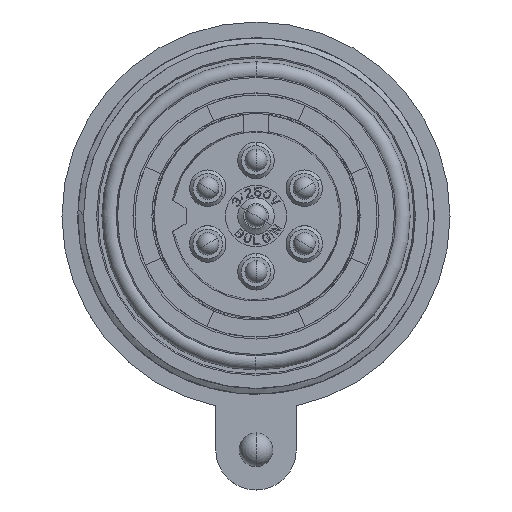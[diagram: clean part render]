
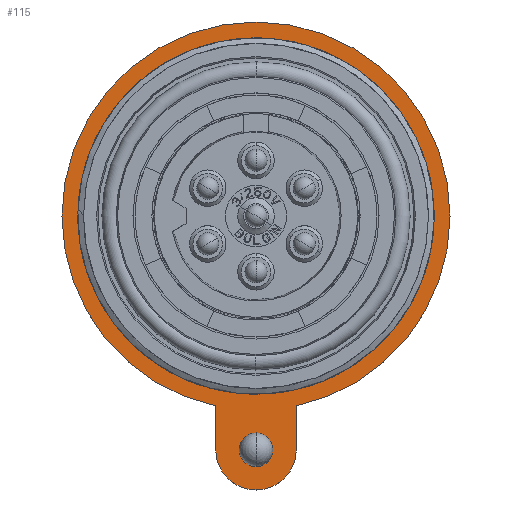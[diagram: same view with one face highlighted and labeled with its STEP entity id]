
A CAD part, top view. The second image highlights one B-rep face of the part: STEP entity #115.
In plain terms, the highlighted planar face has unit normal (0, 0, 1).
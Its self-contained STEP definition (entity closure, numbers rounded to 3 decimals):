
#115=ADVANCED_FACE('',(#1571,#1572,#1573),#1574,.T.);
#1571=FACE_OUTER_BOUND('',#4440,.T.);
#1572=FACE_BOUND('',#4441,.T.);
#1573=FACE_BOUND('',#4442,.T.);
#1574=PLANE('',#4443);
#4440=EDGE_LOOP('',(#18611,#18612,#18613,#18614,#18615,#18616));
#4441=EDGE_LOOP('',(#18617,#18618,#18619,#18620));
#4442=EDGE_LOOP('',(#18621,#18622,#18623,#18624));
#4443=AXIS2_PLACEMENT_3D('',#18625,#18626,#18627);
#18611=ORIENTED_EDGE('',*,*,#29486,.T.);
#18612=ORIENTED_EDGE('',*,*,#29487,.F.);
#18613=ORIENTED_EDGE('',*,*,#29488,.T.);
#18614=ORIENTED_EDGE('',*,*,#29484,.F.);
#18615=ORIENTED_EDGE('',*,*,#29477,.F.);
#18616=ORIENTED_EDGE('',*,*,#29474,.F.);
#18617=ORIENTED_EDGE('',*,*,#29489,.F.);
#18618=ORIENTED_EDGE('',*,*,#29490,.T.);
#18619=ORIENTED_EDGE('',*,*,#29491,.F.);
#18620=ORIENTED_EDGE('',*,*,#29492,.T.);
#18621=ORIENTED_EDGE('',*,*,#29233,.F.);
#18622=ORIENTED_EDGE('',*,*,#29493,.F.);
#18623=ORIENTED_EDGE('',*,*,#29237,.F.);
#18624=ORIENTED_EDGE('',*,*,#29494,.F.);
#18625=CARTESIAN_POINT('',(-0.004,-3.922,1.57));
#18626=DIRECTION('',(0.0,0.0,1.0));
#18627=DIRECTION('',(1.0,0.0,0.0));
#29233=EDGE_CURVE('',#33014,#33010,#33016,.T.);
#29237=EDGE_CURVE('',#33022,#33018,#33024,.T.);
#29474=EDGE_CURVE('',#33489,#33484,#33491,.T.);
#29477=EDGE_CURVE('',#33484,#33493,#33496,.T.);
#29484=EDGE_CURVE('',#33493,#33508,#33509,.T.);
#29486=EDGE_CURVE('',#33489,#33511,#33512,.T.);
#29487=EDGE_CURVE('',#33513,#33511,#33514,.T.);
#29488=EDGE_CURVE('',#33513,#33508,#33515,.T.);
#29489=EDGE_CURVE('',#33516,#33517,#33518,.T.);
#29490=EDGE_CURVE('',#33516,#33519,#33520,.T.);
#29491=EDGE_CURVE('',#33521,#33519,#33522,.T.);
#29492=EDGE_CURVE('',#33521,#33517,#33523,.T.);
#29493=EDGE_CURVE('',#33018,#33014,#33524,.T.);
#29494=EDGE_CURVE('',#33010,#33022,#33525,.T.);
#33010=VERTEX_POINT('',#39254);
#33014=VERTEX_POINT('',#39258);
#33016=CIRCLE('',#39260,1.515);
#33018=VERTEX_POINT('',#39262);
#33022=VERTEX_POINT('',#39266);
#33024=CIRCLE('',#39268,1.515);
#33484=VERTEX_POINT('',#40890);
#33489=VERTEX_POINT('',#40896);
#33491=CIRCLE('',#40899,19.05);
#33493=VERTEX_POINT('',#40901);
#33496=CIRCLE('',#40905,19.05);
#33508=VERTEX_POINT('',#40919);
#33509=CIRCLE('',#40920,19.05);
#33511=VERTEX_POINT('',#40923);
#33512=LINE('',#40924,#40925);
#33513=VERTEX_POINT('',#40926);
#33514=CIRCLE('',#40927,3.95);
#33515=LINE('',#40928,#40929);
#33516=VERTEX_POINT('',#40930);
#33517=VERTEX_POINT('',#40931);
#33518=B_SPLINE_CURVE_WITH_KNOTS('',3,(#40932,#40933,#40934,#40935,#40936,#40937,#40938,#40939,#40940),.UNSPECIFIED.,.F.,.F.,(4,1,1,1,1,1,4),(0.0,0.167,0.333,0.5,0.667,0.833,1.0),.UNSPECIFIED.);
#33519=VERTEX_POINT('',#40941);
#33520=B_SPLINE_CURVE_WITH_KNOTS('',3,(#40942,#40943,#40944,#40945,#40946,#40947,#40948,#40949,#40950,#40951,#40952,#40953,#40954,#40955,#40956,#40957,#40958,#40959,#40960,#40961,#40962,#40963,#40964,#40965,#40966,#40967,#40968,#40969,#40970,#40971),.UNSPECIFIED.,.F.,.F.,(4,1,1,1,1,1,1,1,1,1,1,1,1,1,1,1,1,1,1,1,1,1,1,1,1,1,1,4),(0.0,0.037,0.074,0.111,0.148,0.185,0.222,0.259,0.296,0.333,0.37,0.407,0.444,0.481,0.519,0.556,0.593,0.63,0.667,0.704,0.741,0.778,0.815,0.852,0.889,0.926,0.963,1.0),.UNSPECIFIED.);
#33521=VERTEX_POINT('',#40972);
#33522=CIRCLE('',#40973,16.935);
#33523=B_SPLINE_CURVE_WITH_KNOTS('',3,(#40974,#40975,#40976,#40977,#40978,#40979,#40980,#40981,#40982,#40983,#40984,#40985,#40986,#40987,#40988,#40989,#40990),.UNSPECIFIED.,.F.,.F.,(4,1,1,1,1,1,1,1,1,1,1,1,1,1,4),(0.0,0.071,0.143,0.214,0.286,0.357,0.429,0.5,0.571,0.643,0.714,0.786,0.857,0.929,1.0),.UNSPECIFIED.);
#33524=CIRCLE('',#40991,1.515);
#33525=CIRCLE('',#40992,1.515);
#39254=CARTESIAN_POINT('',(0.143,-21.432,1.57));
#39258=CARTESIAN_POINT('',(0.0,-24.455,1.57));
#39260=AXIS2_PLACEMENT_3D('',#55959,#55960,#55961);
#39262=CARTESIAN_POINT('',(-0.143,-24.448,1.57));
#39266=CARTESIAN_POINT('',(0.0,-21.425,1.57));
#39268=AXIS2_PLACEMENT_3D('',#55971,#55972,#55973);
#40890=CARTESIAN_POINT('',(-19.05,0.,1.57));
#40896=CARTESIAN_POINT('',(-3.95,-18.636,1.57));
#40899=AXIS2_PLACEMENT_3D('',#56194,#56195,#56196);
#40901=CARTESIAN_POINT('',(19.05,0.,1.57));
#40905=AXIS2_PLACEMENT_3D('',#56201,#56202,#56203);
#40919=CARTESIAN_POINT('',(3.95,-18.636,1.57));
#40920=AXIS2_PLACEMENT_3D('',#56218,#56219,#56220);
#40923=CARTESIAN_POINT('',(-3.95,-22.94,1.57));
#40924=CARTESIAN_POINT('',(-3.95,-18.636,1.57));
#40925=VECTOR('',#56222,4.304);
#40926=CARTESIAN_POINT('',(3.95,-22.94,1.57));
#40927=AXIS2_PLACEMENT_3D('',#56223,#56224,#56225);
#40928=CARTESIAN_POINT('',(3.95,-22.94,1.57));
#40929=VECTOR('',#56226,4.304);
#40930=CARTESIAN_POINT('',(2.145,17.358,1.57));
#40931=CARTESIAN_POINT('',(-10.757,13.791,1.57));
#40932=CARTESIAN_POINT('',(2.145,17.358,1.57));
#40933=CARTESIAN_POINT('',(1.384,17.452,1.57));
#40934=CARTESIAN_POINT('',(-0.137,17.539,1.57));
#40935=CARTESIAN_POINT('',(-2.428,17.371,1.57));
#40936=CARTESIAN_POINT('',(-4.674,16.906,1.57));
#40937=CARTESIAN_POINT('',(-6.84,16.151,1.57));
#40938=CARTESIAN_POINT('',(-8.892,15.119,1.57));
#40939=CARTESIAN_POINT('',(-10.152,14.263,1.57));
#40940=CARTESIAN_POINT('',(-10.757,13.791,1.57));
#40941=CARTESIAN_POINT('',(14.299,-9.074,1.57));
#40942=CARTESIAN_POINT('',(2.145,17.358,1.57));
#40943=CARTESIAN_POINT('',(2.577,17.297,1.57));
#40944=CARTESIAN_POINT('',(3.432,17.144,1.57));
#40945=CARTESIAN_POINT('',(4.688,16.824,1.57));
#40946=CARTESIAN_POINT('',(5.914,16.411,1.57));
#40947=CARTESIAN_POINT('',(7.106,15.909,1.57));
#40948=CARTESIAN_POINT('',(8.261,15.316,1.57));
#40949=CARTESIAN_POINT('',(9.368,14.641,1.57));
#40950=CARTESIAN_POINT('',(10.421,13.886,1.57));
#40951=CARTESIAN_POINT('',(11.41,13.06,1.57));
#40952=CARTESIAN_POINT('',(12.332,12.163,1.57));
#40953=CARTESIAN_POINT('',(13.186,11.199,1.57));
#40954=CARTESIAN_POINT('',(13.969,10.17,1.57));
#40955=CARTESIAN_POINT('',(14.671,9.089,1.57));
#40956=CARTESIAN_POINT('',(15.29,7.961,1.57));
#40957=CARTESIAN_POINT('',(15.821,6.796,1.57));
#40958=CARTESIAN_POINT('',(16.262,5.594,1.57));
#40959=CARTESIAN_POINT('',(16.614,4.358,1.57));
#40960=CARTESIAN_POINT('',(16.873,3.099,1.57));
#40961=CARTESIAN_POINT('',(17.038,1.829,1.57));
#40962=CARTESIAN_POINT('',(17.107,0.555,1.57));
#40963=CARTESIAN_POINT('',(17.08,-0.719,1.57));
#40964=CARTESIAN_POINT('',(16.957,-1.989,1.57));
#40965=CARTESIAN_POINT('',(16.74,-3.249,1.57));
#40966=CARTESIAN_POINT('',(16.429,-4.491,1.57));
#40967=CARTESIAN_POINT('',(16.03,-5.698,1.57));
#40968=CARTESIAN_POINT('',(15.542,-6.869,1.57));
#40969=CARTESIAN_POINT('',(14.968,-7.996,1.57));
#40970=CARTESIAN_POINT('',(14.532,-8.72,1.57));
#40971=CARTESIAN_POINT('',(14.299,-9.074,1.57));
#40972=CARTESIAN_POINT('',(-7.607,-15.13,1.57));
#40973=AXIS2_PLACEMENT_3D('',#56227,#56228,#56229);
#40974=CARTESIAN_POINT('',(-7.607,-15.13,1.57));
#40975=CARTESIAN_POINT('',(-8.341,-14.776,1.57));
#40976=CARTESIAN_POINT('',(-9.743,-13.97,1.57));
#40977=CARTESIAN_POINT('',(-11.665,-12.466,1.57));
#40978=CARTESIAN_POINT('',(-13.364,-10.689,1.57));
#40979=CARTESIAN_POINT('',(-14.799,-8.673,1.57));
#40980=CARTESIAN_POINT('',(-15.921,-6.486,1.57));
#40981=CARTESIAN_POINT('',(-16.73,-4.134,1.57));
#40982=CARTESIAN_POINT('',(-17.191,-1.676,1.57));
#40983=CARTESIAN_POINT('',(-17.293,0.793,1.57));
#40984=CARTESIAN_POINT('',(-17.04,3.28,1.57));
#40985=CARTESIAN_POINT('',(-16.424,5.719,1.57));
#40986=CARTESIAN_POINT('',(-15.483,8.006,1.57));
#40987=CARTESIAN_POINT('',(-14.206,10.17,1.57));
#40988=CARTESIAN_POINT('',(-12.629,12.129,1.57));
#40989=CARTESIAN_POINT('',(-11.411,13.264,1.57));
#40990=CARTESIAN_POINT('',(-10.757,13.791,1.57));
#40991=AXIS2_PLACEMENT_3D('',#56230,#56231,#56232);
#40992=AXIS2_PLACEMENT_3D('',#56233,#56234,#56235);
#55959=CARTESIAN_POINT('',(0.0,-22.94,1.57));
#55960=DIRECTION('',(0.0,0.0,1.0));
#55961=DIRECTION('',(0.0,-1.0,0.0));
#55971=CARTESIAN_POINT('',(0.0,-22.94,1.57));
#55972=DIRECTION('',(0.0,-0.0,1.0));
#55973=DIRECTION('',(0.0,1.0,0.0));
#56194=CARTESIAN_POINT('',(0.0,0.0,1.57));
#56195=DIRECTION('',(-0.0,0.0,-1.0));
#56196=DIRECTION('',(-0.207,-0.978,0.0));
#56201=CARTESIAN_POINT('',(0.0,0.0,1.57));
#56202=DIRECTION('',(-0.0,0.0,-1.0));
#56203=DIRECTION('',(-0.207,-0.978,0.0));
#56218=CARTESIAN_POINT('',(0.0,0.0,1.57));
#56219=DIRECTION('',(-0.0,0.0,-1.0));
#56220=DIRECTION('',(-0.207,-0.978,0.0));
#56222=DIRECTION('',(0.,-1.0,0.0));
#56223=CARTESIAN_POINT('',(0.0,-22.94,1.57));
#56224=DIRECTION('',(0.0,0.0,-1.0));
#56225=DIRECTION('',(1.0,0.0,0.0));
#56226=DIRECTION('',(0.,1.0,0.0));
#56227=CARTESIAN_POINT('',(0.0,0.0,1.57));
#56228=DIRECTION('',(0.0,0.0,1.0));
#56229=DIRECTION('',(-0.449,-0.893,0.0));
#56230=CARTESIAN_POINT('',(0.0,-22.94,1.57));
#56231=DIRECTION('',(0.0,-0.0,1.0));
#56232=DIRECTION('',(0.0,1.0,0.0));
#56233=CARTESIAN_POINT('',(0.0,-22.94,1.57));
#56234=DIRECTION('',(0.0,0.0,1.0));
#56235=DIRECTION('',(0.0,-1.0,0.0));
